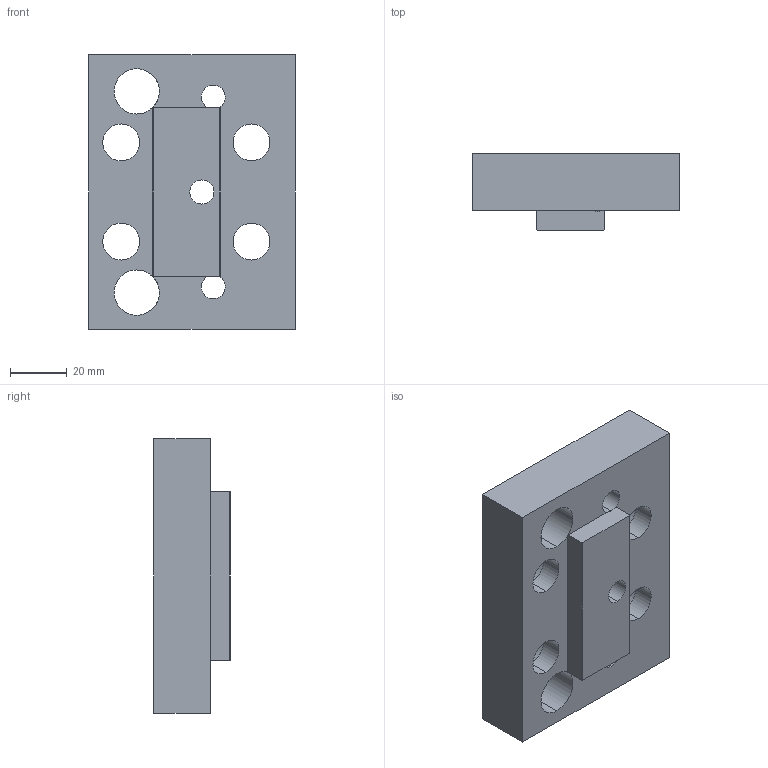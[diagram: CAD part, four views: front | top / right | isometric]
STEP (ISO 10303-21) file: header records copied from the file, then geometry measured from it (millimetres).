
FILE_DESCRIPTION (( 'STEP AP214' ), '1' );
FILE_NAME ('1702.300.stp', '2018-03-26T06:26:40', ( '' ), ( '' ), 'SwSTEP 2.0', 'SolidWorks 2016', '' );
FILE_SCHEMA (( 'AUTOMOTIVE_DESIGN' ));
Length unit declared in the file: millimetre
Products named in the file (1): 1702.300
Bounding box: 73 x 27 x 97 mm (x, y, z)
Volume: 117769.6 mm3; surface area: 28456.2 mm2
Topology: 1 solids, 1 shells, 63 faces, 158 edges, 104 vertices
Faces by surface type: cylinder 38, plane 23, cone 2
Entity records: 2000 total; most frequent: DIRECTION 364, CARTESIAN_POINT 344, ORIENTED_EDGE 316, EDGE_CURVE 158, AXIS2_PLACEMENT_3D 146, VERTEX_POINT 104, EDGE_LOOP 88, CIRCLE 82
